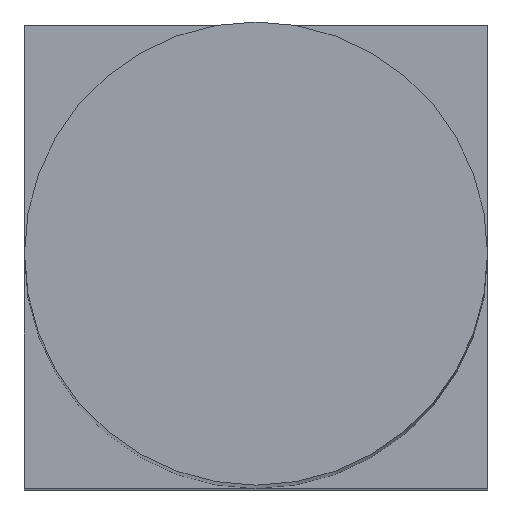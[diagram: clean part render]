
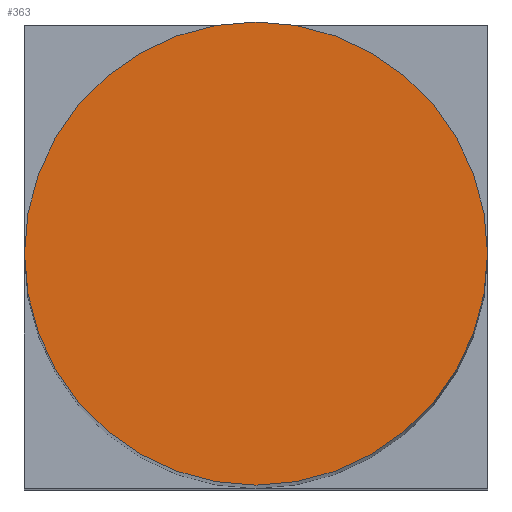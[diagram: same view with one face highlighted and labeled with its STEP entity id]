
A CAD part, top view. The second image highlights one B-rep face of the part: STEP entity #363.
In plain terms, the highlighted planar face has unit normal (0, 0, 1).
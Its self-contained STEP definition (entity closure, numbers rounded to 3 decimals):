
#6 = DIRECTION ( 'NONE',  ( 1., 0., 0. ) ) ;
#23 = AXIS2_PLACEMENT_3D ( 'NONE', #200, #89, #379 ) ;
#44 = DIRECTION ( 'NONE',  ( 0., 0., 1. ) ) ;
#65 = VERTEX_POINT ( 'NONE', #447 ) ;
#77 = EDGE_LOOP ( 'NONE', ( #423, #425 ) ) ;
#89 = DIRECTION ( 'NONE',  ( 0., 0., 1. ) ) ;
#123 = CARTESIAN_POINT ( 'NONE',  ( 25., 0., 300. ) ) ;
#153 = PLANE ( 'NONE',  #175 ) ;
#162 = CARTESIAN_POINT ( 'NONE',  ( 0., 0., 300. ) ) ;
#175 = AXIS2_PLACEMENT_3D ( 'NONE', #438, #262, #399 ) ;
#200 = CARTESIAN_POINT ( 'NONE',  ( 25., 0., 300. ) ) ;
#257 = FACE_OUTER_BOUND ( 'NONE', #77, .T. ) ;
#262 = DIRECTION ( 'NONE',  ( 0., 0., 1. ) ) ;
#270 = EDGE_CURVE ( 'NONE', #65, #432, #335, .T. ) ;
#312 = CIRCLE ( 'NONE', #23, 25. ) ;
#335 = CIRCLE ( 'NONE', #352, 25. ) ;
#352 = AXIS2_PLACEMENT_3D ( 'NONE', #123, #44, #6 ) ;
#363 = ADVANCED_FACE ( 'NONE', ( #257 ), #153, .T. ) ;
#379 = DIRECTION ( 'NONE',  ( 1., 0., 0. ) ) ;
#395 = EDGE_CURVE ( 'NONE', #432, #65, #312, .T. ) ;
#399 = DIRECTION ( 'NONE',  ( 1., 0., 0. ) ) ;
#423 = ORIENTED_EDGE ( 'NONE', *, *, #395, .T. ) ;
#425 = ORIENTED_EDGE ( 'NONE', *, *, #270, .T. ) ;
#432 = VERTEX_POINT ( 'NONE', #162 ) ;
#438 = CARTESIAN_POINT ( 'NONE',  ( 25., 0., 300. ) ) ;
#447 = CARTESIAN_POINT ( 'NONE',  ( 50., 0., 300. ) ) ;
